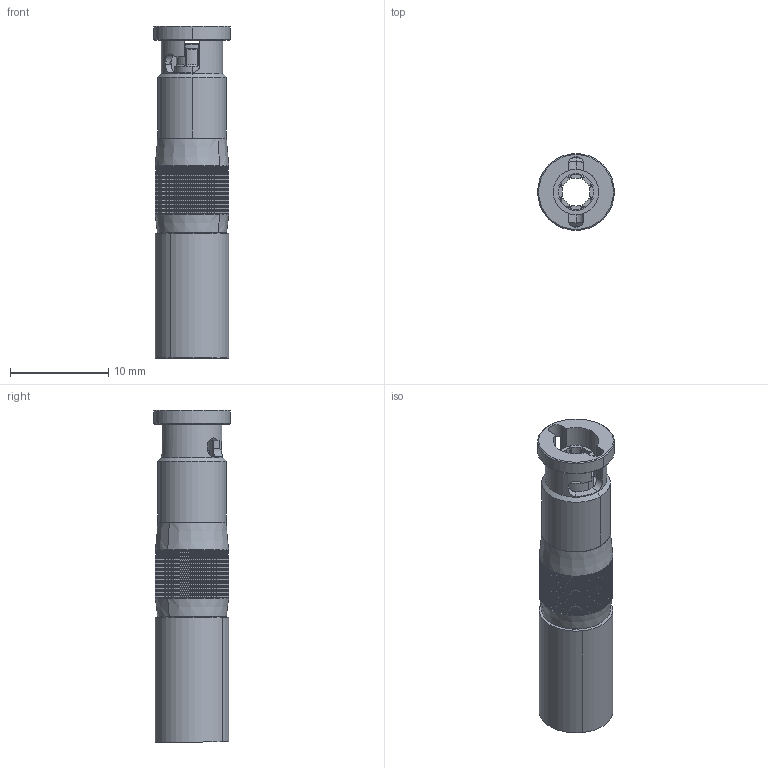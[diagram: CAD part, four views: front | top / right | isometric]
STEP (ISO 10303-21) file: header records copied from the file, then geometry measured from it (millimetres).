
FILE_DESCRIPTION (( 'STEP AP214' ), '1' );
FILE_NAME ('67-005-B66-FB.STEP', '2024-07-30T10:03:38', ( '' ), ( '' ), 'SwSTEP 2.0', 'SolidWorks 2023', '' );
FILE_SCHEMA (( 'AUTOMOTIVE_DESIGN' ));
Products named in the file (1): 67-005-B66-FB
Bounding box: 7.82 x 7.82 x 33.82 mm (x, y, z)
Surface area: 1355.9 mm2 (no closed solid volume)
Topology: 0 solids, 6 shells, 6930 faces, 14128 edges, 7198 vertices
Faces by surface type: cone 2765, plane 2756, cylinder 1409
Entity records: 178591 total; most frequent: CARTESIAN_POINT 44845, ORIENTED_EDGE 28158, DIRECTION 26832, EDGE_CURVE 14128, AXIS2_PLACEMENT_3D 11285, VERTEX_POINT 7198, EDGE_LOOP 6938, FACE_OUTER_BOUND 6930
